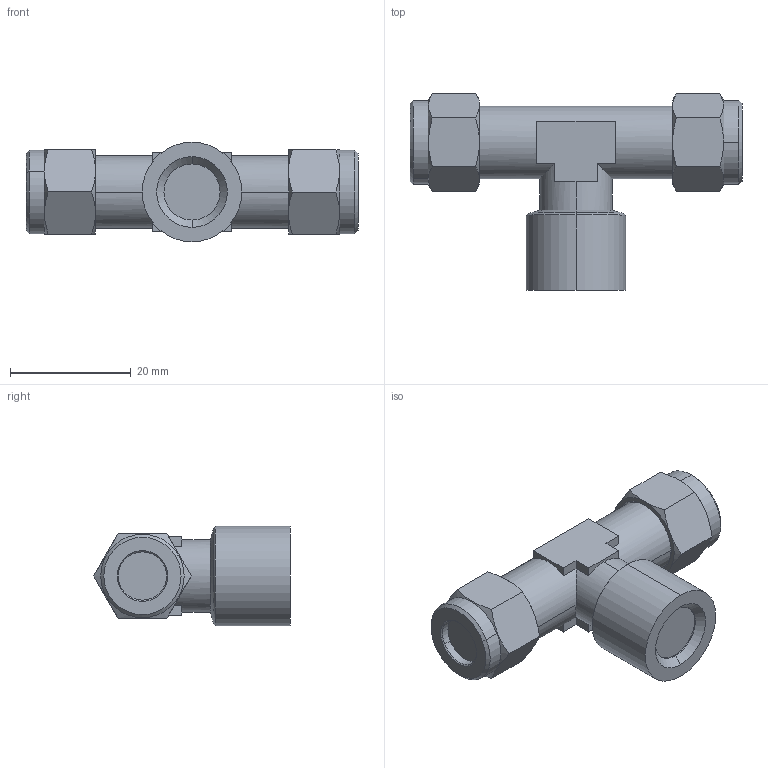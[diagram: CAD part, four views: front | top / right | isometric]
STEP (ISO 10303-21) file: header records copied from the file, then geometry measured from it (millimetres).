
FILE_DESCRIPTION (( 'STEP AP214' ), '1' );
FILE_NAME ('1024000005.step', '2013-02-25T17:12:52', ( '' ), ( '' ), 'SwSTEP 2.0', 'SolidWorks 2012', '' );
FILE_SCHEMA (( 'AUTOMOTIVE_DESIGN' ));
Length unit declared in the file: millimetre
Products named in the file (1): 1024000005
Bounding box: 55 x 32.58 x 16.5 mm (x, y, z)
Volume: 10783.4 mm3; surface area: 4021.2 mm2
Topology: 1 solids, 3 shells, 101 faces, 230 edges, 140 vertices
Faces by surface type: plane 40, cone 38, cylinder 21, torus 2
Entity records: 3040 total; most frequent: CARTESIAN_POINT 773, DIRECTION 470, ORIENTED_EDGE 460, EDGE_CURVE 230, AXIS2_PLACEMENT_3D 185, VERTEX_POINT 140, EDGE_LOOP 106, FACE_OUTER_BOUND 101
